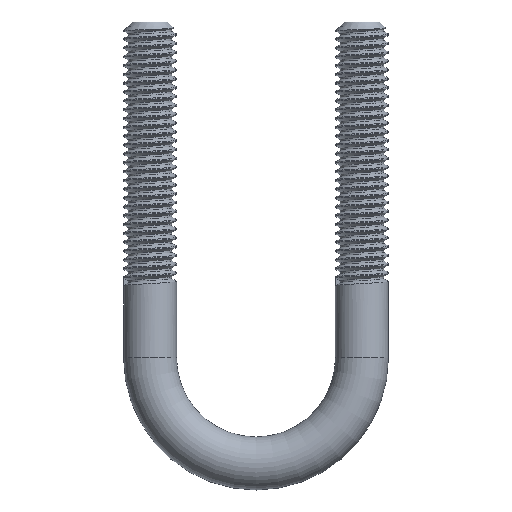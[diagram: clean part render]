
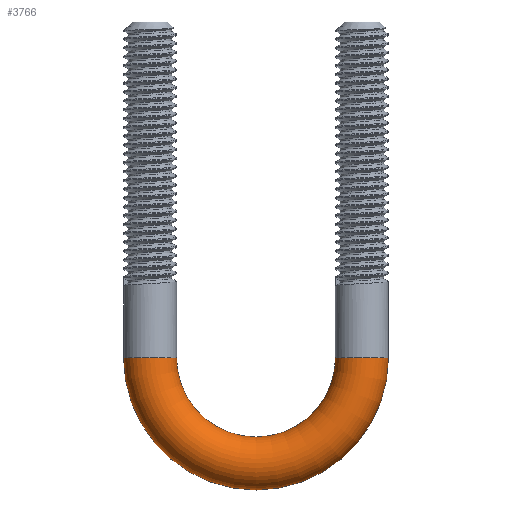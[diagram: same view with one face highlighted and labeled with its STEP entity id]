
A CAD part, front view. The second image highlights one B-rep face of the part: STEP entity #3766.
In plain terms, the highlighted toroidal (fillet/blend) face has major radius 12 mm and minor radius 3 mm.
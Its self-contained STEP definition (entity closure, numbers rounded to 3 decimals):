
#392 = CARTESIAN_POINT ( 'NONE',  ( 7.5, 0., -109.642 ) ) ;
#654 = CARTESIAN_POINT ( 'NONE',  ( -4.5, 0., -109.642 ) ) ;
#1035 = CARTESIAN_POINT ( 'NONE',  ( -19.5, 0., -109.642 ) ) ;
#2152 = CIRCLE ( 'NONE', #9100, 15. ) ;
#2787 = CIRCLE ( 'NONE', #10405, 3. ) ;
#3167 = CARTESIAN_POINT ( 'NONE',  ( 10.5, 0., -109.642 ) ) ;
#3705 = EDGE_CURVE ( 'NONE', #5086, #11175, #2787, .T. ) ;
#3766 = ADVANCED_FACE ( 'NONE', ( #9532 ), #9538, .T. ) ;
#3918 = DIRECTION ( 'NONE',  ( 0., 0., 1. ) ) ;
#4316 = CARTESIAN_POINT ( 'NONE',  ( 4.5, 0., -109.642 ) ) ;
#4520 = AXIS2_PLACEMENT_3D ( 'NONE', #8315, #6652, #9399 ) ;
#4540 = DIRECTION ( 'NONE',  ( 0., 0., 1. ) ) ;
#4992 = CIRCLE ( 'NONE', #6738, 3. ) ;
#5086 = VERTEX_POINT ( 'NONE', #10048 ) ;
#5378 = DIRECTION ( 'NONE',  ( -1., 0., 0. ) ) ;
#6268 = CARTESIAN_POINT ( 'NONE',  ( -16.5, 0., -109.642 ) ) ;
#6652 = DIRECTION ( 'NONE',  ( 0., 1., 0. ) ) ;
#6738 = AXIS2_PLACEMENT_3D ( 'NONE', #392, #4540, #8700 ) ;
#7361 = DIRECTION ( 'NONE',  ( 0., 0., -1. ) ) ;
#7960 = ORIENTED_EDGE ( 'NONE', *, *, #3705, .T. ) ;
#8005 = EDGE_CURVE ( 'NONE', #9464, #11175, #2152, .T. ) ;
#8247 = AXIS2_PLACEMENT_3D ( 'NONE', #654, #13250, #3918 ) ;
#8315 = CARTESIAN_POINT ( 'NONE',  ( -4.5, 0., -109.642 ) ) ;
#8509 = DIRECTION ( 'NONE',  ( 0., 1., 0. ) ) ;
#8532 = VERTEX_POINT ( 'NONE', #4316 ) ;
#8571 = CARTESIAN_POINT ( 'NONE',  ( -4.5, 0., -109.642 ) ) ;
#8700 = DIRECTION ( 'NONE',  ( 1., 0., 0. ) ) ;
#9100 = AXIS2_PLACEMENT_3D ( 'NONE', #8571, #8509, #12589 ) ;
#9287 = EDGE_CURVE ( 'NONE', #8532, #5086, #12601, .T. ) ;
#9399 = DIRECTION ( 'NONE',  ( 0., 0., 1. ) ) ;
#9414 = EDGE_LOOP ( 'NONE', ( #9671, #11987, #11582, #7960 ) ) ;
#9464 = VERTEX_POINT ( 'NONE', #3167 ) ;
#9532 = FACE_OUTER_BOUND ( 'NONE', #9414, .T. ) ;
#9538 = TOROIDAL_SURFACE ( 'NONE', #4520, 12., 3. ) ;
#9671 = ORIENTED_EDGE ( 'NONE', *, *, #8005, .F. ) ;
#10048 = CARTESIAN_POINT ( 'NONE',  ( -13.5, 0., -109.642 ) ) ;
#10405 = AXIS2_PLACEMENT_3D ( 'NONE', #6268, #7361, #5378 ) ;
#11175 = VERTEX_POINT ( 'NONE', #1035 ) ;
#11582 = ORIENTED_EDGE ( 'NONE', *, *, #9287, .T. ) ;
#11987 = ORIENTED_EDGE ( 'NONE', *, *, #12225, .F. ) ;
#12225 = EDGE_CURVE ( 'NONE', #8532, #9464, #4992, .T. ) ;
#12589 = DIRECTION ( 'NONE',  ( 0., 0., 1. ) ) ;
#12601 = CIRCLE ( 'NONE', #8247, 9. ) ;
#13250 = DIRECTION ( 'NONE',  ( 0., 1., 0. ) ) ;
